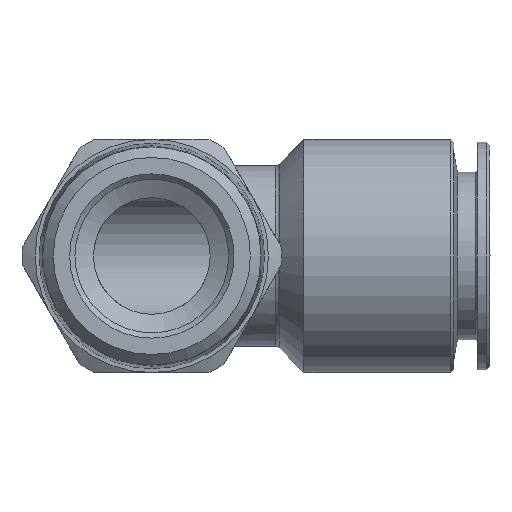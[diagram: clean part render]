
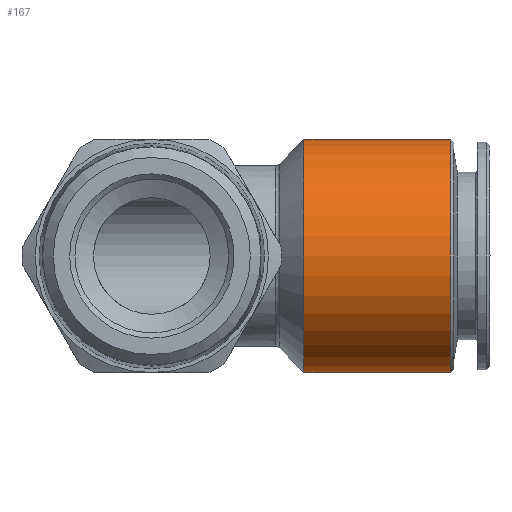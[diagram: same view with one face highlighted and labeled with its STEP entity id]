
A CAD part, front view. The second image highlights one B-rep face of the part: STEP entity #167.
In plain terms, the highlighted cylindrical face has radius 11 mm (diameter 22 mm), a full revolution.
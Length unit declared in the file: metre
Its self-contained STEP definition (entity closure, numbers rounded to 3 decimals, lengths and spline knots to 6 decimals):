
#167 = ADVANCED_FACE( 'NONE', ( #367, #368 ), #369, .T. );
#367 = FACE_OUTER_BOUND( '', #945, .T. );
#368 = FACE_OUTER_BOUND( '', #946, .T. );
#369 = CYLINDRICAL_SURFACE( '', #947, 0.011 );
#945 = EDGE_LOOP( '', ( #1317 ) );
#946 = EDGE_LOOP( '', ( #1318 ) );
#947 = AXIS2_PLACEMENT_3D( '', #1319, #1320, #1321 );
#1317 = ORIENTED_EDGE( '', *, *, #1569, .T. );
#1318 = ORIENTED_EDGE( '', *, *, #1509, .T. );
#1319 = CARTESIAN_POINT( '', ( 0., 0., 0. ) );
#1320 = DIRECTION( '', ( 1., 0., 0. ) );
#1321 = DIRECTION( '', ( 0., 0., 1. ) );
#1509 = EDGE_CURVE( 'NONE', #1700, #1700, #1701, .T. );
#1569 = EDGE_CURVE( 'NONE', #1796, #1796, #1797, .T. );
#1700 = VERTEX_POINT( '', #1980 );
#1701 = CIRCLE( '', #1981, 0.011 );
#1796 = VERTEX_POINT( '', #2230 );
#1797 = CIRCLE( '', #2231, 0.011 );
#1980 = CARTESIAN_POINT( '', ( 0.0282, 0., 0.011 ) );
#1981 = AXIS2_PLACEMENT_3D( '', #2624, #2625, #2626 );
#2230 = CARTESIAN_POINT( '', ( 0.01435, 0., -0.011 ) );
#2231 = AXIS2_PLACEMENT_3D( '', #2699, #2700, #2701 );
#2624 = CARTESIAN_POINT( '', ( 0.0282, 0., 0. ) );
#2625 = DIRECTION( '', ( -1., 0., 0. ) );
#2626 = DIRECTION( '', ( 0., 0., 1. ) );
#2699 = CARTESIAN_POINT( '', ( 0.01435, 0., 0. ) );
#2700 = DIRECTION( '', ( 1., 0., 0. ) );
#2701 = DIRECTION( '', ( 0., 0., -1. ) );
